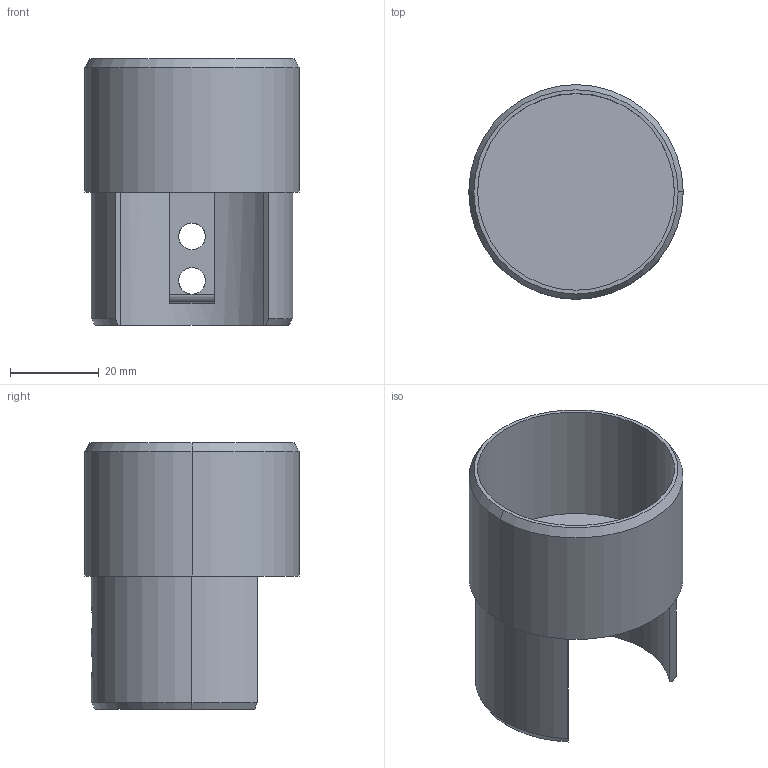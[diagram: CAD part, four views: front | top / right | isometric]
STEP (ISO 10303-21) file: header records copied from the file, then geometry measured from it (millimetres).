
FILE_DESCRIPTION (( 'STEP AP203' ), '1' );
FILE_NAME ('3D_GN6074_48.3_188461430.STEP', '2024-09-25T11:28:59', ( '' ), ( '' ), 'SwSTEP 2.0', 'SolidWorks 2024', '' );
FILE_SCHEMA (( 'CONFIG_CONTROL_DESIGN' ));
Length unit declared in the file: millimetre
Products named in the file (1): 3D_GN6074_48.3_188461430
Bounding box: 48.3 x 48.3 x 60 mm (x, y, z)
Volume: 17106.9 mm3; surface area: 18420 mm2
Topology: 1 solids, 1 shells, 30 faces, 75 edges, 48 vertices
Faces by surface type: cylinder 15, plane 10, cone 5
Entity records: 1113 total; most frequent: CARTESIAN_POINT 286, DIRECTION 166, ORIENTED_EDGE 150, EDGE_CURVE 75, AXIS2_PLACEMENT_3D 64, VERTEX_POINT 48, VECTOR 38, LINE 38
